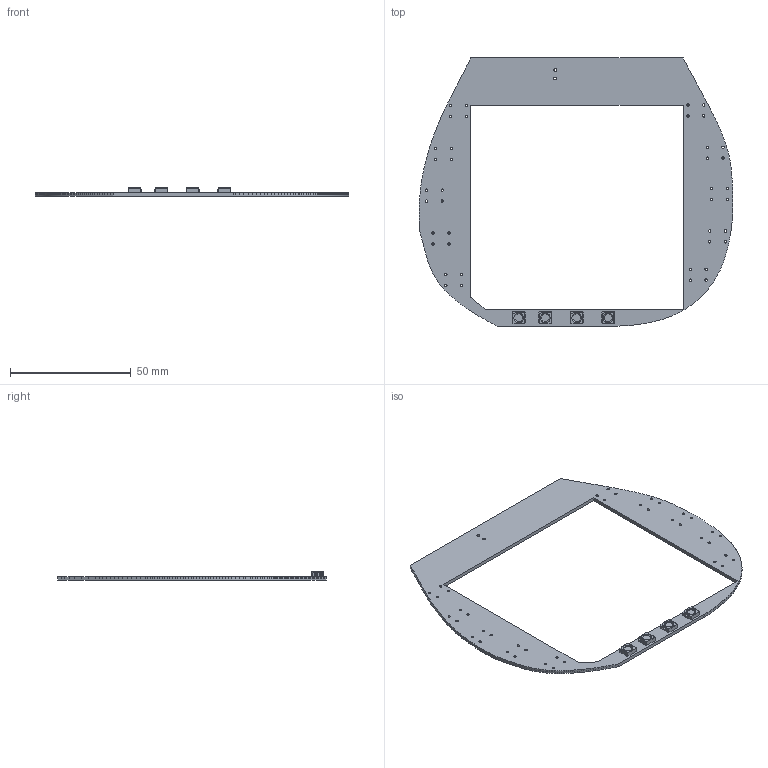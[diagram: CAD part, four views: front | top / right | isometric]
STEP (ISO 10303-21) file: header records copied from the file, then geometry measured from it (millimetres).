
FILE_DESCRIPTION(('KiCad electronic assembly'),'2;1');
FILE_NAME('PCB.step','2025-12-11T23:28:26',('Pcbnew'),('Kicad'), 'Open CASCADE STEP processor 7.8','KiCad to STEP converter','Unknown' );
FILE_SCHEMA(('AUTOMOTIVE_DESIGN { 1 0 10303 214 1 1 1 1 }'));
Length unit declared in the file: millimetre
Products named in the file (3): PCB 1; LED_WS2812_PLCC6_5.0x5.0mm_P1.6mm; spacey_PCB
Assembly tree (5 placements, depth 2):
  PCB 1
    LED_WS2812_PLCC6_5.0x5.0mm_P1.6mm  x4
    spacey_PCB
Bounding box: 129.93 x 111 x 3.44 mm (x, y, z)
Volume: 8044.3 mm3; surface area: 12191.6 mm2
Topology: 5 solids, 5 shells, 659 faces, 1983 edges, 1314 vertices
Faces by surface type: plane 493, cylinder 162, cone 4
Full cylindrical faces by diameter (mm): 1 x40, 1.2 x2, 3.333 x4
Entity records: 13489 total; most frequent: CARTESIAN_POINT 2261, ORIENTED_EDGE 2256, DIRECTION 2034, EDGE_CURVE 1128, LINE 988, VECTOR 988, VERTEX_POINT 750, AXIS2_PLACEMENT_3D 523
